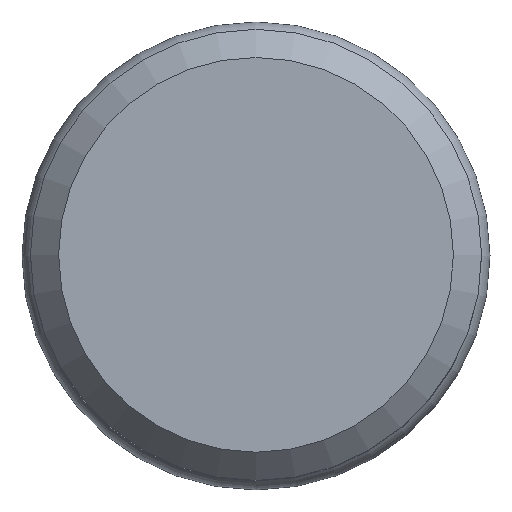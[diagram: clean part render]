
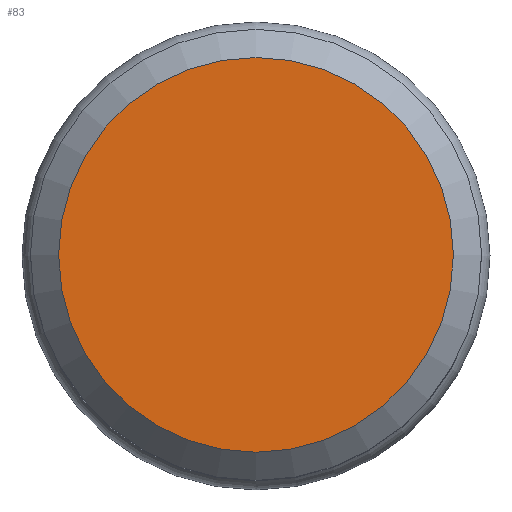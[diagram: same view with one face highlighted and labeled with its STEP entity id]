
A CAD part, top view. The second image highlights one B-rep face of the part: STEP entity #83.
In plain terms, the highlighted planar face has unit normal (0, 0, 1).
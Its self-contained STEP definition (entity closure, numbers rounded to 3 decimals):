
#83 = ADVANCED_FACE( '', ( #120 ), #121, .T. );
#120 = FACE_OUTER_BOUND( '', #187, .T. );
#121 = PLANE( '', #188 );
#187 = EDGE_LOOP( '', ( #296 ) );
#188 = AXIS2_PLACEMENT_3D( '', #297, #298, #299 );
#296 = ORIENTED_EDGE( '', *, *, #403, .T. );
#297 = CARTESIAN_POINT( '', ( 0., 0., 30. ) );
#298 = DIRECTION( '', ( 0., 0., 1. ) );
#299 = DIRECTION( '', ( 1., 0., 0. ) );
#403 = EDGE_CURVE( '', #455, #455, #456, .T. );
#455 = VERTEX_POINT( '', #547 );
#456 = CIRCLE( '', #548, 7. );
#547 = CARTESIAN_POINT( '', ( 7., 0., 30. ) );
#548 = AXIS2_PLACEMENT_3D( '', #612, #613, #614 );
#612 = CARTESIAN_POINT( '', ( 0., 0., 30. ) );
#613 = DIRECTION( '', ( 0., 0., 1. ) );
#614 = DIRECTION( '', ( 1., 0., 0. ) );
